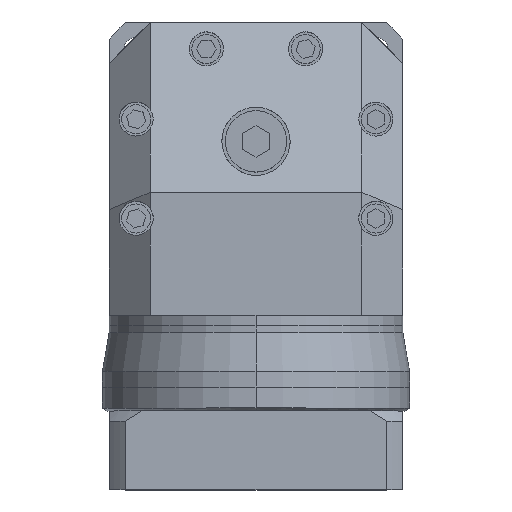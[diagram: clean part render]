
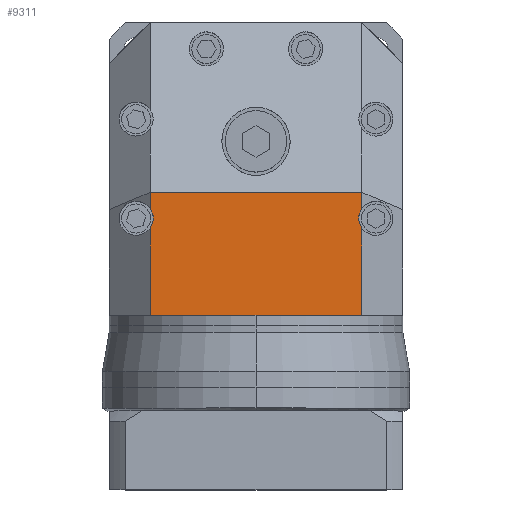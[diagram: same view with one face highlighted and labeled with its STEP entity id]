
A CAD part, top view. The second image highlights one B-rep face of the part: STEP entity #9311.
In plain terms, the highlighted planar face has unit normal (0, 0, 1).
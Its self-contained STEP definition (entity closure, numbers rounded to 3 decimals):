
#190 = VECTOR ( 'NONE', #14402, 1000. ) ;
#287 = PLANE ( 'NONE',  #13207 ) ;
#712 = DIRECTION ( 'NONE',  ( 1., 0., 0. ) ) ;
#861 = ORIENTED_EDGE ( 'NONE', *, *, #11531, .F. ) ;
#1060 = CARTESIAN_POINT ( 'NONE',  ( -31., 0., 86. ) ) ;
#1180 = CARTESIAN_POINT ( 'NONE',  ( 31., -7., 86. ) ) ;
#1229 = ORIENTED_EDGE ( 'NONE', *, *, #11966, .T. ) ;
#1338 = CARTESIAN_POINT ( 'NONE',  ( -35.107, -14.542, 86. ) ) ;
#1424 = DIRECTION ( 'NONE',  ( -1., 0., 0. ) ) ;
#1792 = VERTEX_POINT ( 'NONE', #8419 ) ;
#1820 = VERTEX_POINT ( 'NONE', #6109 ) ;
#1920 = VERTEX_POINT ( 'NONE', #4603 ) ;
#1929 = VECTOR ( 'NONE', #3954, 1000. ) ;
#2139 = VECTOR ( 'NONE', #2426, 1000. ) ;
#2426 = DIRECTION ( 'NONE',  ( 0., 1., 0. ) ) ;
#2464 = DIRECTION ( 'NONE',  ( 1., 0., 0. ) ) ;
#2481 = AXIS2_PLACEMENT_3D ( 'NONE', #11577, #4896, #12703 ) ;
#2552 = VERTEX_POINT ( 'NONE', #4228 ) ;
#2785 = VERTEX_POINT ( 'NONE', #13948 ) ;
#2835 = CARTESIAN_POINT ( 'NONE',  ( 0., -7., 86. ) ) ;
#2962 = ORIENTED_EDGE ( 'NONE', *, *, #13461, .T. ) ;
#3342 = EDGE_CURVE ( 'NONE', #8474, #1820, #10630, .T. ) ;
#3487 = ORIENTED_EDGE ( 'NONE', *, *, #7595, .F. ) ;
#3503 = DIRECTION ( 'NONE',  ( 1., 0., 0. ) ) ;
#3954 = DIRECTION ( 'NONE',  ( -1., 0., 0. ) ) ;
#4189 = ORIENTED_EDGE ( 'NONE', *, *, #12045, .T. ) ;
#4228 = CARTESIAN_POINT ( 'NONE',  ( 31., -11.691, 86. ) ) ;
#4603 = CARTESIAN_POINT ( 'NONE',  ( -31., -17.393, 86. ) ) ;
#4632 = DIRECTION ( 'NONE',  ( 1., 0., 0. ) ) ;
#4896 = DIRECTION ( 'NONE',  ( 0., 0., 1. ) ) ;
#4951 = AXIS2_PLACEMENT_3D ( 'NONE', #1338, #9186, #2464 ) ;
#5041 = CARTESIAN_POINT ( 'NONE',  ( -31., -7., 86. ) ) ;
#6074 = CARTESIAN_POINT ( 'NONE',  ( 0., -43., 86. ) ) ;
#6109 = CARTESIAN_POINT ( 'NONE',  ( 31., -17.393, 86. ) ) ;
#6126 = ORIENTED_EDGE ( 'NONE', *, *, #10768, .T. ) ;
#6758 = EDGE_LOOP ( 'NONE', ( #6126, #3487, #861, #1229, #4189, #7899, #13810, #8249, #14152, #2962, #11882 ) ) ;
#7270 = VECTOR ( 'NONE', #3503, 1000. ) ;
#7403 = AXIS2_PLACEMENT_3D ( 'NONE', #14480, #14426, #14398 ) ;
#7441 = DIRECTION ( 'NONE',  ( 0., 0., 1. ) ) ;
#7595 = EDGE_CURVE ( 'NONE', #1792, #13428, #12583, .T. ) ;
#7899 = ORIENTED_EDGE ( 'NONE', *, *, #12730, .T. ) ;
#8104 = LINE ( 'NONE', #9149, #2139 ) ;
#8134 = DIRECTION ( 'NONE',  ( 0., 0., -1. ) ) ;
#8195 = CARTESIAN_POINT ( 'NONE',  ( 31., -43., 86. ) ) ;
#8249 = ORIENTED_EDGE ( 'NONE', *, *, #3342, .F. ) ;
#8419 = CARTESIAN_POINT ( 'NONE',  ( -30.107, -14.542, 86. ) ) ;
#8474 = VERTEX_POINT ( 'NONE', #13593 ) ;
#8662 = LINE ( 'NONE', #12405, #7270 ) ;
#8702 = FACE_OUTER_BOUND ( 'NONE', #6758, .T. ) ;
#8893 = AXIS2_PLACEMENT_3D ( 'NONE', #14089, #7441, #712 ) ;
#8909 = DIRECTION ( 'NONE',  ( 0., -1., 0. ) ) ;
#9149 = CARTESIAN_POINT ( 'NONE',  ( 31., 0., 86. ) ) ;
#9152 = LINE ( 'NONE', #13277, #190 ) ;
#9186 = DIRECTION ( 'NONE',  ( 0., 0., 1. ) ) ;
#9311 = ADVANCED_FACE ( 'NONE', ( #8702 ), #287, .F. ) ;
#9380 = VECTOR ( 'NONE', #8909, 1000. ) ;
#9385 = EDGE_CURVE ( 'NONE', #2552, #8474, #10628, .T. ) ;
#10628 = CIRCLE ( 'NONE', #2481, 5. ) ;
#10630 = CIRCLE ( 'NONE', #7403, 5. ) ;
#10768 = EDGE_CURVE ( 'NONE', #11740, #13428, #12520, .T. ) ;
#10869 = LINE ( 'NONE', #2835, #1929 ) ;
#11429 = VECTOR ( 'NONE', #4632, 1000. ) ;
#11445 = CARTESIAN_POINT ( 'NONE',  ( 0., 0., 86. ) ) ;
#11531 = EDGE_CURVE ( 'NONE', #1920, #1792, #12686, .T. ) ;
#11577 = CARTESIAN_POINT ( 'NONE',  ( 35.107, -14.542, 86. ) ) ;
#11650 = VERTEX_POINT ( 'NONE', #6074 ) ;
#11740 = VERTEX_POINT ( 'NONE', #5041 ) ;
#11882 = ORIENTED_EDGE ( 'NONE', *, *, #13748, .T. ) ;
#11947 = DIRECTION ( 'NONE',  ( 0., -1., 0. ) ) ;
#11966 = EDGE_CURVE ( 'NONE', #1920, #2785, #12305, .T. ) ;
#12045 = EDGE_CURVE ( 'NONE', #2785, #11650, #8662, .T. ) ;
#12166 = VECTOR ( 'NONE', #11947, 1000. ) ;
#12305 = LINE ( 'NONE', #1060, #9380 ) ;
#12405 = CARTESIAN_POINT ( 'NONE',  ( -43., -43., 86. ) ) ;
#12471 = LINE ( 'NONE', #13553, #11429 ) ;
#12520 = LINE ( 'NONE', #13058, #12166 ) ;
#12583 = CIRCLE ( 'NONE', #8893, 5. ) ;
#12686 = CIRCLE ( 'NONE', #4951, 5. ) ;
#12703 = DIRECTION ( 'NONE',  ( 1., 0., 0. ) ) ;
#12730 = EDGE_CURVE ( 'NONE', #11650, #14463, #12471, .T. ) ;
#12987 = EDGE_CURVE ( 'NONE', #14463, #1820, #8104, .T. ) ;
#13058 = CARTESIAN_POINT ( 'NONE',  ( -31., 0., 86. ) ) ;
#13207 = AXIS2_PLACEMENT_3D ( 'NONE', #11445, #8134, #1424 ) ;
#13277 = CARTESIAN_POINT ( 'NONE',  ( 31., 0., 86. ) ) ;
#13428 = VERTEX_POINT ( 'NONE', #14353 ) ;
#13461 = EDGE_CURVE ( 'NONE', #2552, #14287, #9152, .T. ) ;
#13553 = CARTESIAN_POINT ( 'NONE',  ( -43., -43., 86. ) ) ;
#13593 = CARTESIAN_POINT ( 'NONE',  ( 30.107, -14.542, 86. ) ) ;
#13748 = EDGE_CURVE ( 'NONE', #14287, #11740, #10869, .T. ) ;
#13810 = ORIENTED_EDGE ( 'NONE', *, *, #12987, .T. ) ;
#13948 = CARTESIAN_POINT ( 'NONE',  ( -31., -43., 86. ) ) ;
#14089 = CARTESIAN_POINT ( 'NONE',  ( -35.107, -14.542, 86. ) ) ;
#14152 = ORIENTED_EDGE ( 'NONE', *, *, #9385, .F. ) ;
#14287 = VERTEX_POINT ( 'NONE', #1180 ) ;
#14353 = CARTESIAN_POINT ( 'NONE',  ( -31., -11.691, 86. ) ) ;
#14398 = DIRECTION ( 'NONE',  ( 1., 0., 0. ) ) ;
#14402 = DIRECTION ( 'NONE',  ( 0., 1., 0. ) ) ;
#14426 = DIRECTION ( 'NONE',  ( 0., 0., 1. ) ) ;
#14463 = VERTEX_POINT ( 'NONE', #8195 ) ;
#14480 = CARTESIAN_POINT ( 'NONE',  ( 35.107, -14.542, 86. ) ) ;
